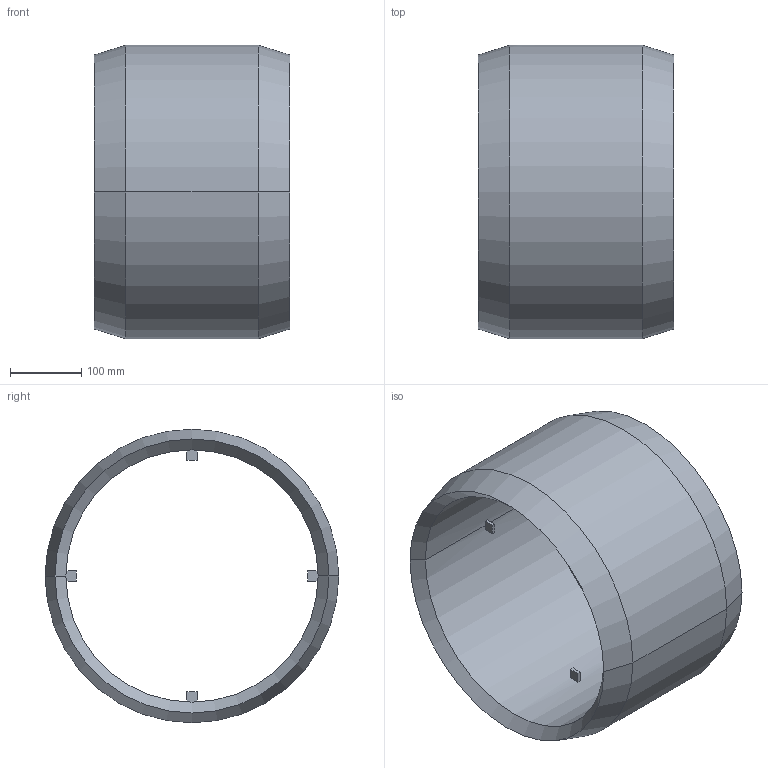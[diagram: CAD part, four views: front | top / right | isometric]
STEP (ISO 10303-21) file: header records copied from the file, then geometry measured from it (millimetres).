
FILE_DESCRIPTION( ( '' ), '1' );
FILE_NAME( 'AGRU_25173035517_PE_100_schwarz_E-Muffe_355_SDR_33-17_05.stp', '2017-12-12T09:53:18', ( '' ), ( '' ), ' ', ' ', ' ' );
FILE_SCHEMA( ( 'automotive_design' ) );
Length unit declared in the file: millimetre
Products named in the file (1): 1
Bounding box: 275.04 x 413 x 413 mm (x, y, z)
Volume: 8588997.7 mm3; surface area: 683571.9 mm2
Topology: 1 solids, 1 shells, 70 faces, 156 edges, 92 vertices
Faces by surface type: cylinder 32, plane 22, cone 16
Entity records: 4114 total; most frequent: CARTESIAN_POINT 721, DIRECTION 346, STYLED_ITEM 319, PRESENTATION_STYLE_ASSIGNMENT 319, COLOUR_RGB 319, ORIENTED_EDGE 312, EDGE_CURVE 156, CURVE_STYLE 156
